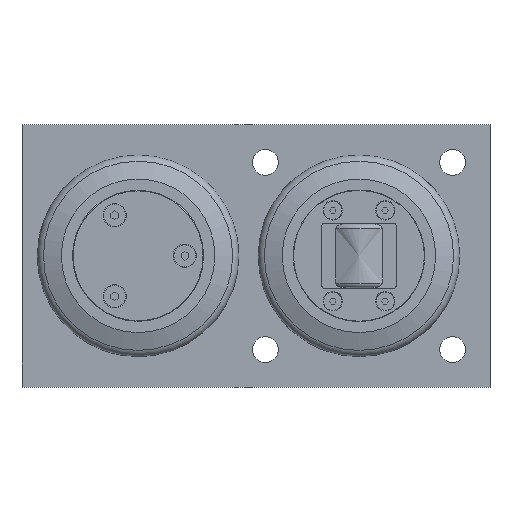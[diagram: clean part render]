
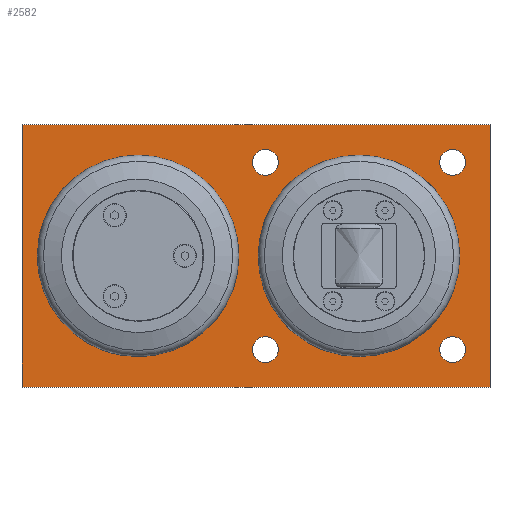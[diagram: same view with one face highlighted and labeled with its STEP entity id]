
A CAD part, top view. The second image highlights one B-rep face of the part: STEP entity #2582.
In plain terms, the highlighted planar face has unit normal (0, 0, 1).
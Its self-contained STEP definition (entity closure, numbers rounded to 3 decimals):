
#73=FACE_BOUND('',#513,.T.);
#74=FACE_BOUND('',#514,.T.);
#75=FACE_BOUND('',#515,.T.);
#76=FACE_BOUND('',#516,.T.);
#77=FACE_BOUND('',#517,.T.);
#78=FACE_BOUND('',#518,.T.);
#156=CIRCLE('',#2810,34.);
#161=CIRCLE('',#2818,35.);
#162=CIRCLE('',#2820,6.918);
#163=CIRCLE('',#2821,6.918);
#164=CIRCLE('',#2822,6.918);
#165=CIRCLE('',#2823,6.918);
#166=CIRCLE('',#2824,6.918);
#167=CIRCLE('',#2825,6.918);
#168=CIRCLE('',#2826,6.918);
#169=CIRCLE('',#2827,6.918);
#342=FACE_OUTER_BOUND('',#512,.T.);
#512=EDGE_LOOP('',(#2033,#2034,#2035,#2036));
#513=EDGE_LOOP('',(#2037));
#514=EDGE_LOOP('',(#2038,#2039));
#515=EDGE_LOOP('',(#2040,#2041));
#516=EDGE_LOOP('',(#2042,#2043));
#517=EDGE_LOOP('',(#2044,#2045));
#518=EDGE_LOOP('',(#2046));
#740=LINE('',#4209,#955);
#741=LINE('',#4211,#956);
#742=LINE('',#4213,#957);
#743=LINE('',#4214,#958);
#955=VECTOR('',#3373,10.);
#956=VECTOR('',#3374,10.);
#957=VECTOR('',#3375,10.);
#958=VECTOR('',#3376,10.);
#1171=VERTEX_POINT('',#4187);
#1176=VERTEX_POINT('',#4203);
#1177=VERTEX_POINT('',#4207);
#1178=VERTEX_POINT('',#4208);
#1179=VERTEX_POINT('',#4210);
#1180=VERTEX_POINT('',#4212);
#1181=VERTEX_POINT('',#4215);
#1182=VERTEX_POINT('',#4216);
#1183=VERTEX_POINT('',#4219);
#1184=VERTEX_POINT('',#4220);
#1185=VERTEX_POINT('',#4223);
#1186=VERTEX_POINT('',#4224);
#1187=VERTEX_POINT('',#4227);
#1188=VERTEX_POINT('',#4228);
#1479=EDGE_CURVE('',#1171,#1171,#156,.T.);
#1487=EDGE_CURVE('',#1176,#1176,#161,.T.);
#1488=EDGE_CURVE('',#1177,#1178,#740,.T.);
#1489=EDGE_CURVE('',#1179,#1177,#741,.T.);
#1490=EDGE_CURVE('',#1180,#1179,#742,.T.);
#1491=EDGE_CURVE('',#1178,#1180,#743,.T.);
#1492=EDGE_CURVE('',#1181,#1182,#162,.T.);
#1493=EDGE_CURVE('',#1182,#1181,#163,.T.);
#1494=EDGE_CURVE('',#1183,#1184,#164,.T.);
#1495=EDGE_CURVE('',#1184,#1183,#165,.T.);
#1496=EDGE_CURVE('',#1185,#1186,#166,.T.);
#1497=EDGE_CURVE('',#1186,#1185,#167,.T.);
#1498=EDGE_CURVE('',#1187,#1188,#168,.T.);
#1499=EDGE_CURVE('',#1188,#1187,#169,.T.);
#2033=ORIENTED_EDGE('',*,*,#1488,.F.);
#2034=ORIENTED_EDGE('',*,*,#1489,.F.);
#2035=ORIENTED_EDGE('',*,*,#1490,.F.);
#2036=ORIENTED_EDGE('',*,*,#1491,.F.);
#2037=ORIENTED_EDGE('',*,*,#1479,.T.);
#2038=ORIENTED_EDGE('',*,*,#1492,.T.);
#2039=ORIENTED_EDGE('',*,*,#1493,.T.);
#2040=ORIENTED_EDGE('',*,*,#1494,.T.);
#2041=ORIENTED_EDGE('',*,*,#1495,.T.);
#2042=ORIENTED_EDGE('',*,*,#1496,.T.);
#2043=ORIENTED_EDGE('',*,*,#1497,.T.);
#2044=ORIENTED_EDGE('',*,*,#1498,.T.);
#2045=ORIENTED_EDGE('',*,*,#1499,.T.);
#2046=ORIENTED_EDGE('',*,*,#1487,.T.);
#2456=PLANE('',#2819);
#2582=ADVANCED_FACE('',(#342,#73,#74,#75,#76,#77,#78),#2456,.T.);
#2810=AXIS2_PLACEMENT_3D('',#4189,#3350,#3351);
#2818=AXIS2_PLACEMENT_3D('',#4205,#3369,#3370);
#2819=AXIS2_PLACEMENT_3D('',#4206,#3371,#3372);
#2820=AXIS2_PLACEMENT_3D('',#4217,#3377,#3378);
#2821=AXIS2_PLACEMENT_3D('',#4218,#3379,#3380);
#2822=AXIS2_PLACEMENT_3D('',#4221,#3381,#3382);
#2823=AXIS2_PLACEMENT_3D('',#4222,#3383,#3384);
#2824=AXIS2_PLACEMENT_3D('',#4225,#3385,#3386);
#2825=AXIS2_PLACEMENT_3D('',#4226,#3387,#3388);
#2826=AXIS2_PLACEMENT_3D('',#4229,#3389,#3390);
#2827=AXIS2_PLACEMENT_3D('',#4230,#3391,#3392);
#3350=DIRECTION('center_axis',(0.,0.,-1.));
#3351=DIRECTION('ref_axis',(0.,-1.,0.));
#3369=DIRECTION('center_axis',(0.,0.,-1.));
#3370=DIRECTION('ref_axis',(0.,1.,0.));
#3371=DIRECTION('center_axis',(0.,0.,1.));
#3372=DIRECTION('ref_axis',(1.,0.,0.));
#3373=DIRECTION('',(0.,1.,0.));
#3374=DIRECTION('',(-1.,0.,0.));
#3375=DIRECTION('',(0.,-1.,0.));
#3376=DIRECTION('',(1.,0.,0.));
#3377=DIRECTION('center_axis',(0.,0.,-1.));
#3378=DIRECTION('ref_axis',(1.,0.,0.));
#3379=DIRECTION('center_axis',(0.,0.,-1.));
#3380=DIRECTION('ref_axis',(1.,0.,0.));
#3381=DIRECTION('center_axis',(0.,0.,-1.));
#3382=DIRECTION('ref_axis',(1.,0.,0.));
#3383=DIRECTION('center_axis',(0.,0.,-1.));
#3384=DIRECTION('ref_axis',(1.,0.,0.));
#3385=DIRECTION('center_axis',(0.,0.,-1.));
#3386=DIRECTION('ref_axis',(1.,0.,0.));
#3387=DIRECTION('center_axis',(0.,0.,-1.));
#3388=DIRECTION('ref_axis',(1.,0.,0.));
#3389=DIRECTION('center_axis',(0.,0.,-1.));
#3390=DIRECTION('ref_axis',(1.,0.,0.));
#3391=DIRECTION('center_axis',(0.,0.,-1.));
#3392=DIRECTION('ref_axis',(1.,0.,0.));
#4187=CARTESIAN_POINT('',(-82.285,30.411,-12.234));
#4189=CARTESIAN_POINT('Origin',(-82.285,-3.589,-12.234));
#4203=CARTESIAN_POINT('',(35.715,-38.589,-12.234));
#4205=CARTESIAN_POINT('Origin',(35.715,-3.589,-12.234));
#4206=CARTESIAN_POINT('Origin',(-19.285,-3.589,-12.234));
#4207=CARTESIAN_POINT('',(-144.285,-73.589,-12.234));
#4208=CARTESIAN_POINT('',(-144.285,66.411,-12.234));
#4209=CARTESIAN_POINT('',(-144.285,66.411,-12.234));
#4210=CARTESIAN_POINT('',(105.715,-73.589,-12.234));
#4211=CARTESIAN_POINT('',(-144.285,-73.589,-12.234));
#4212=CARTESIAN_POINT('',(105.715,66.411,-12.234));
#4213=CARTESIAN_POINT('',(105.715,-73.589,-12.234));
#4214=CARTESIAN_POINT('',(105.715,66.411,-12.234));
#4215=CARTESIAN_POINT('',(-7.368,-53.589,-12.234));
#4216=CARTESIAN_POINT('',(-21.203,-53.589,-12.234));
#4217=CARTESIAN_POINT('Origin',(-14.285,-53.589,-12.234));
#4218=CARTESIAN_POINT('Origin',(-14.285,-53.589,-12.234));
#4219=CARTESIAN_POINT('',(92.632,46.411,-12.234));
#4220=CARTESIAN_POINT('',(78.797,46.411,-12.234));
#4221=CARTESIAN_POINT('Origin',(85.715,46.411,-12.234));
#4222=CARTESIAN_POINT('Origin',(85.715,46.411,-12.234));
#4223=CARTESIAN_POINT('',(92.632,-53.589,-12.234));
#4224=CARTESIAN_POINT('',(78.797,-53.589,-12.234));
#4225=CARTESIAN_POINT('Origin',(85.715,-53.589,-12.234));
#4226=CARTESIAN_POINT('Origin',(85.715,-53.589,-12.234));
#4227=CARTESIAN_POINT('',(-7.368,46.411,-12.234));
#4228=CARTESIAN_POINT('',(-21.203,46.411,-12.234));
#4229=CARTESIAN_POINT('Origin',(-14.285,46.411,-12.234));
#4230=CARTESIAN_POINT('Origin',(-14.285,46.411,-12.234));
